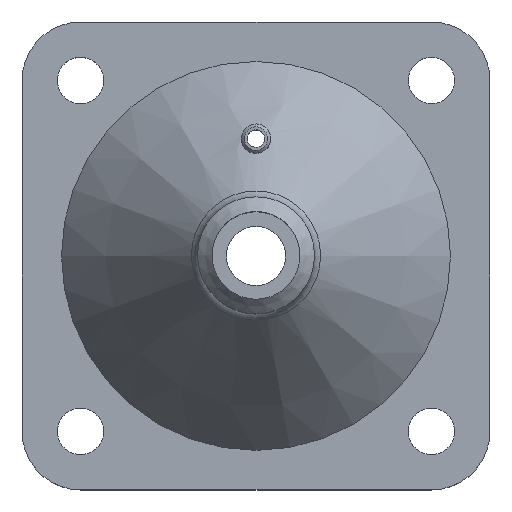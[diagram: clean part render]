
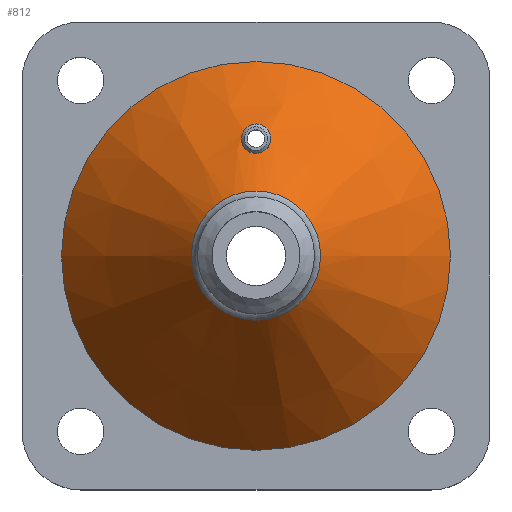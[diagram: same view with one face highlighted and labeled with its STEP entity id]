
A CAD part, top view. The second image highlights one B-rep face of the part: STEP entity #812.
In plain terms, the highlighted conical face has half-angle 37.776 degrees and reference radius 42.227 mm.
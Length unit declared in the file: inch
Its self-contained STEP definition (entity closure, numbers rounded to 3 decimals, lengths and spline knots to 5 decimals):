
#26=B_SPLINE_CURVE_WITH_KNOTS('',3,(#1337,#1338,#1339,#1340,#1341,#1342,
#1343,#1344,#1345,#1346,#1347,#1348,#1349,#1350,#1351,#1352,#1353,#1354,
#1355,#1356,#1357,#1358,#1359,#1360,#1361,#1362,#1363,#1364,#1365,#1366,
#1367,#1368,#1369,#1370,#1371,#1372,#1373,#1374,#1375,#1376,#1377,#1378,
#1379,#1380,#1381,#1382),.UNSPECIFIED.,.T.,.F.,(4,2,2,2,2,2,2,2,2,2,2,2,
2,2,2,2,2,2,2,2,2,2,4),(0.,0.19552,0.39103,0.4735,
0.55598,0.6174,0.67883,0.74026,
0.80169,0.88416,0.96663,1.16215,1.35766,
1.54518,1.7327,1.84069,1.89469,1.94868,
2.00268,2.05668,2.16467,2.35219,2.53971),
 .UNSPECIFIED.);
#37=CONICAL_SURFACE('',#914,1.6625,0.659);
#60=FACE_BOUND('',#172,.T.);
#61=FACE_BOUND('',#173,.T.);
#102=FACE_OUTER_BOUND('',#171,.T.);
#171=EDGE_LOOP('',(#631));
#172=EDGE_LOOP('',(#632));
#173=EDGE_LOOP('',(#633));
#304=CIRCLE('',#876,1.6625);
#328=CIRCLE('',#915,0.5524);
#367=VERTEX_POINT('',#1257);
#397=VERTEX_POINT('',#1336);
#399=VERTEX_POINT('',#1428);
#450=EDGE_CURVE('',#367,#367,#304,.T.);
#486=EDGE_CURVE('',#397,#397,#26,.T.);
#488=EDGE_CURVE('',#399,#399,#328,.T.);
#631=ORIENTED_EDGE('',*,*,#488,.F.);
#632=ORIENTED_EDGE('',*,*,#450,.T.);
#633=ORIENTED_EDGE('',*,*,#486,.T.);
#812=ADVANCED_FACE('',(#102,#60,#61),#37,.T.);
#876=AXIS2_PLACEMENT_3D('',#1258,#1003,#1004);
#914=AXIS2_PLACEMENT_3D('',#1427,#1091,#1092);
#915=AXIS2_PLACEMENT_3D('',#1429,#1093,#1094);
#1003=DIRECTION('center_axis',(0.,0.,1.));
#1004=DIRECTION('ref_axis',(-1.,0.,0.));
#1091=DIRECTION('center_axis',(0.,0.,-1.));
#1092=DIRECTION('ref_axis',(-1.,0.,0.));
#1093=DIRECTION('center_axis',(0.,0.,1.));
#1094=DIRECTION('ref_axis',(-1.,0.,0.));
#1257=CARTESIAN_POINT('',(-1.6625,0.,0.));
#1258=CARTESIAN_POINT('Origin',(0.,0.,0.));
#1336=CARTESIAN_POINT('',(-0.12402,0.98438,0.86496));
#1337=CARTESIAN_POINT('Ctrl Pts',(-0.12402,0.98438,0.86496));
#1338=CARTESIAN_POINT('Ctrl Pts',(-0.12598,0.99997,
0.84468));
#1339=CARTESIAN_POINT('Ctrl Pts',(-0.12506,1.01734,0.82261));
#1340=CARTESIAN_POINT('Ctrl Pts',(-0.11527,1.05151,0.78027));
#1341=CARTESIAN_POINT('Ctrl Pts',(-0.10642,1.06831,0.75999));
#1342=CARTESIAN_POINT('Ctrl Pts',(-0.0884,1.08874,
0.73573));
#1343=CARTESIAN_POINT('Ctrl Pts',(-0.08171,1.09509,0.72825));
#1344=CARTESIAN_POINT('Ctrl Pts',(-0.06613,1.10651,
0.71489));
#1345=CARTESIAN_POINT('Ctrl Pts',(-0.05723,1.11157,0.70903));
#1346=CARTESIAN_POINT('Ctrl Pts',(-0.04131,1.11821,
0.70136));
#1347=CARTESIAN_POINT('Ctrl Pts',(-0.03338,1.12076,0.69842));
#1348=CARTESIAN_POINT('Ctrl Pts',(-0.01676,1.12416,0.69451));
#1349=CARTESIAN_POINT('Ctrl Pts',(-0.00806,1.125,0.69355));
#1350=CARTESIAN_POINT('Ctrl Pts',(0.00806,1.125,0.69355));
#1351=CARTESIAN_POINT('Ctrl Pts',(0.01676,1.12416,0.69451));
#1352=CARTESIAN_POINT('Ctrl Pts',(0.03338,1.12076,0.69842));
#1353=CARTESIAN_POINT('Ctrl Pts',(0.04131,1.11821,0.70136));
#1354=CARTESIAN_POINT('Ctrl Pts',(0.05723,1.11157,0.70903));
#1355=CARTESIAN_POINT('Ctrl Pts',(0.06613,1.10651,0.71489));
#1356=CARTESIAN_POINT('Ctrl Pts',(0.08171,1.09509,0.72825));
#1357=CARTESIAN_POINT('Ctrl Pts',(0.0884,1.08874,0.73573));
#1358=CARTESIAN_POINT('Ctrl Pts',(0.10642,1.06831,0.75999));
#1359=CARTESIAN_POINT('Ctrl Pts',(0.11527,1.05151,0.78027));
#1360=CARTESIAN_POINT('Ctrl Pts',(0.12506,1.01734,0.82261));
#1361=CARTESIAN_POINT('Ctrl Pts',(0.12598,0.99997,0.84468));
#1362=CARTESIAN_POINT('Ctrl Pts',(0.12214,0.96942,0.88441));
#1363=CARTESIAN_POINT('Ctrl Pts',(0.11727,0.95349,0.9056));
#1364=CARTESIAN_POINT('Ctrl Pts',(0.10053,0.92378,0.94618));
#1365=CARTESIAN_POINT('Ctrl Pts',(0.08873,0.90996,
0.96559));
#1366=CARTESIAN_POINT('Ctrl Pts',(0.06473,0.89251,
0.99055));
#1367=CARTESIAN_POINT('Ctrl Pts',(0.05367,0.88632,
0.99954));
#1368=CARTESIAN_POINT('Ctrl Pts',(0.03473,0.87974,
1.00916));
#1369=CARTESIAN_POINT('Ctrl Pts',(0.02803,0.87798,
1.01174));
#1370=CARTESIAN_POINT('Ctrl Pts',(0.0142,0.87561,
1.01523));
#1371=CARTESIAN_POINT('Ctrl Pts',(0.00709,0.875,1.01613));
#1372=CARTESIAN_POINT('Ctrl Pts',(-0.00709,0.875,1.01613));
#1373=CARTESIAN_POINT('Ctrl Pts',(-0.0142,0.87561,
1.01523));
#1374=CARTESIAN_POINT('Ctrl Pts',(-0.02803,0.87798,
1.01174));
#1375=CARTESIAN_POINT('Ctrl Pts',(-0.03473,0.87974,
1.00916));
#1376=CARTESIAN_POINT('Ctrl Pts',(-0.05367,0.88632,
0.99954));
#1377=CARTESIAN_POINT('Ctrl Pts',(-0.06473,0.89251,
0.99055));
#1378=CARTESIAN_POINT('Ctrl Pts',(-0.08873,0.90996,
0.96559));
#1379=CARTESIAN_POINT('Ctrl Pts',(-0.10053,0.92378,
0.94618));
#1380=CARTESIAN_POINT('Ctrl Pts',(-0.11727,0.95349,
0.9056));
#1381=CARTESIAN_POINT('Ctrl Pts',(-0.12214,0.96942,0.88441));
#1382=CARTESIAN_POINT('Ctrl Pts',(-0.12402,0.98438,0.86496));
#1427=CARTESIAN_POINT('Origin',(0.,0.,0.));
#1428=CARTESIAN_POINT('',(0.5524,0.,1.43239));
#1429=CARTESIAN_POINT('Origin',(0.,0.,1.43239));
